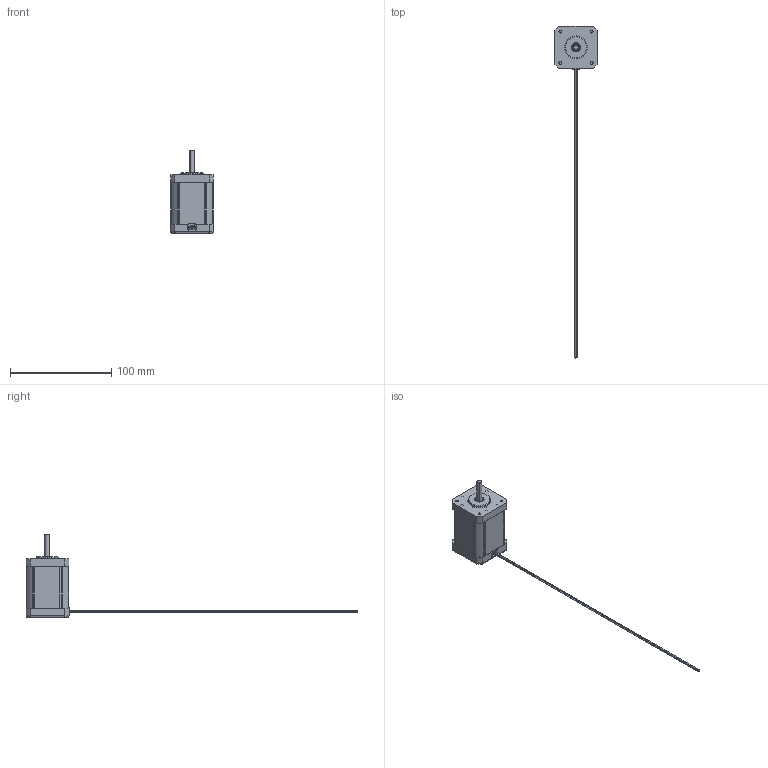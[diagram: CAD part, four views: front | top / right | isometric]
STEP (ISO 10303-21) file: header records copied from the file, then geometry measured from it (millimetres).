
FILE_DESCRIPTION (( 'STEP AP214' ), '1' );
FILE_NAME ('STP-MTR-17060.STEP', '2014-09-22T13:00:29', ( '' ), ( '' ), 'SwSTEP 2.0', 'SolidWorks 2014', '' );
FILE_SCHEMA (( 'AUTOMOTIVE_DESIGN' ));
Length unit declared in the file: inch
Products named in the file (1): STP-MTR-17060
Bounding box: 42.2 x 328.44 x 82.12 mm (x, y, z)
Volume: 73065.8 mm3; surface area: 74196.4 mm2
Topology: 1 solids, 23 shells, 3356 faces, 11225 edges, 7402 vertices
Faces by surface type: cylinder 1891, plane 1323, cone 80, sphere 32, torus 30
Full cylindrical faces by diameter (mm): 0.965 x4
Entity records: 169095 total; most frequent: CARTESIAN_POINT 23630, ORIENTED_EDGE 22346, DIRECTION 22017, EDGE_CURVE 11173, AXIS2_PLACEMENT_3D 7865, VERTEX_POINT 7386, LINE 6287, VECTOR 6287
